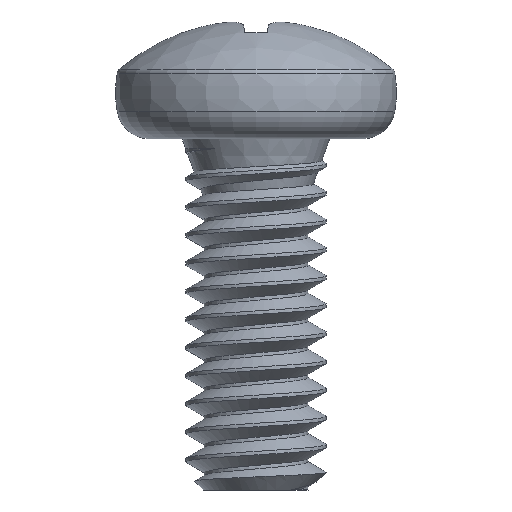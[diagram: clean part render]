
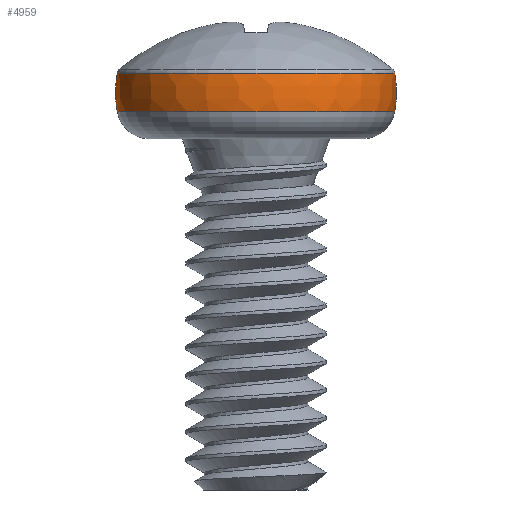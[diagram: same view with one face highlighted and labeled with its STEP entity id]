
A CAD part, left-side view. The second image highlights one B-rep face of the part: STEP entity #4959.
In plain terms, the highlighted toroidal (fillet/blend) face has major radius 0.42 mm and minor radius 1.58 mm.
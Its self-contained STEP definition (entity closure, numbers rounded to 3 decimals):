
#13 = CARTESIAN_POINT ( 'NONE',  ( 0., 1.976, 2.585 ) ) ;
#252 = AXIS2_PLACEMENT_3D ( 'NONE', #1032, #4456, #3249 ) ;
#447 = DIRECTION ( 'NONE',  ( -1., 0., 0. ) ) ;
#662 = CIRCLE ( 'NONE', #3868, 1.976 ) ;
#689 = DIRECTION ( 'NONE',  ( 0., 0., 1. ) ) ;
#872 = CARTESIAN_POINT ( 'NONE',  ( 0., 0., 2.585 ) ) ;
#1032 = CARTESIAN_POINT ( 'NONE',  ( 0., 0., 2.311 ) ) ;
#1073 = CIRCLE ( 'NONE', #4285, 1.58 ) ;
#1098 = EDGE_CURVE ( 'NONE', #3022, #1249, #1073, .T. ) ;
#1249 = VERTEX_POINT ( 'NONE', #2848 ) ;
#1523 = DIRECTION ( 'NONE',  ( 0., -1., 0. ) ) ;
#1588 = DIRECTION ( 'NONE',  ( 1., 0., 0. ) ) ;
#1877 = ORIENTED_EDGE ( 'NONE', *, *, #4175, .F. ) ;
#1992 = DIRECTION ( 'NONE',  ( 0., 0., 1. ) ) ;
#2689 = AXIS2_PLACEMENT_3D ( 'NONE', #2801, #1588, #4326 ) ;
#2728 = ORIENTED_EDGE ( 'NONE', *, *, #3923, .T. ) ;
#2739 = DIRECTION ( 'NONE',  ( 0., -1., 0. ) ) ;
#2801 = CARTESIAN_POINT ( 'NONE',  ( 0., 0.42, 2.311 ) ) ;
#2819 = CARTESIAN_POINT ( 'NONE',  ( 0., -0.42, 2.311 ) ) ;
#2848 = CARTESIAN_POINT ( 'NONE',  ( 0., -1.976, 2.585 ) ) ;
#2992 = ORIENTED_EDGE ( 'NONE', *, *, #1098, .T. ) ;
#3022 = VERTEX_POINT ( 'NONE', #4594 ) ;
#3249 = DIRECTION ( 'NONE',  ( 0., -1., 0. ) ) ;
#3268 = VERTEX_POINT ( 'NONE', #3327 ) ;
#3327 = CARTESIAN_POINT ( 'NONE',  ( 0., 1.976, 2.036 ) ) ;
#3471 = AXIS2_PLACEMENT_3D ( 'NONE', #872, #1992, #2739 ) ;
#3552 = CIRCLE ( 'NONE', #3471, 1.976 ) ;
#3668 = FACE_OUTER_BOUND ( 'NONE', #4524, .T. ) ;
#3715 = ORIENTED_EDGE ( 'NONE', *, *, #4527, .F. ) ;
#3868 = AXIS2_PLACEMENT_3D ( 'NONE', #4979, #689, #1523 ) ;
#3923 = EDGE_CURVE ( 'NONE', #3268, #3022, #662, .T. ) ;
#4175 = EDGE_CURVE ( 'NONE', #3268, #4369, #4853, .T. ) ;
#4246 = DIRECTION ( 'NONE',  ( 0., 0., 1. ) ) ;
#4274 = TOROIDAL_SURFACE ( 'NONE', #252, 0.42, 1.58 ) ;
#4285 = AXIS2_PLACEMENT_3D ( 'NONE', #2819, #447, #4246 ) ;
#4326 = DIRECTION ( 'NONE',  ( 0., 1., 0. ) ) ;
#4369 = VERTEX_POINT ( 'NONE', #13 ) ;
#4456 = DIRECTION ( 'NONE',  ( 0., 0., 1. ) ) ;
#4524 = EDGE_LOOP ( 'NONE', ( #1877, #2728, #2992, #3715 ) ) ;
#4527 = EDGE_CURVE ( 'NONE', #4369, #1249, #3552, .T. ) ;
#4594 = CARTESIAN_POINT ( 'NONE',  ( 0., -1.976, 2.036 ) ) ;
#4853 = CIRCLE ( 'NONE', #2689, 1.58 ) ;
#4959 = ADVANCED_FACE ( 'NONE', ( #3668 ), #4274, .T. ) ;
#4979 = CARTESIAN_POINT ( 'NONE',  ( 0., 0., 2.036 ) ) ;
